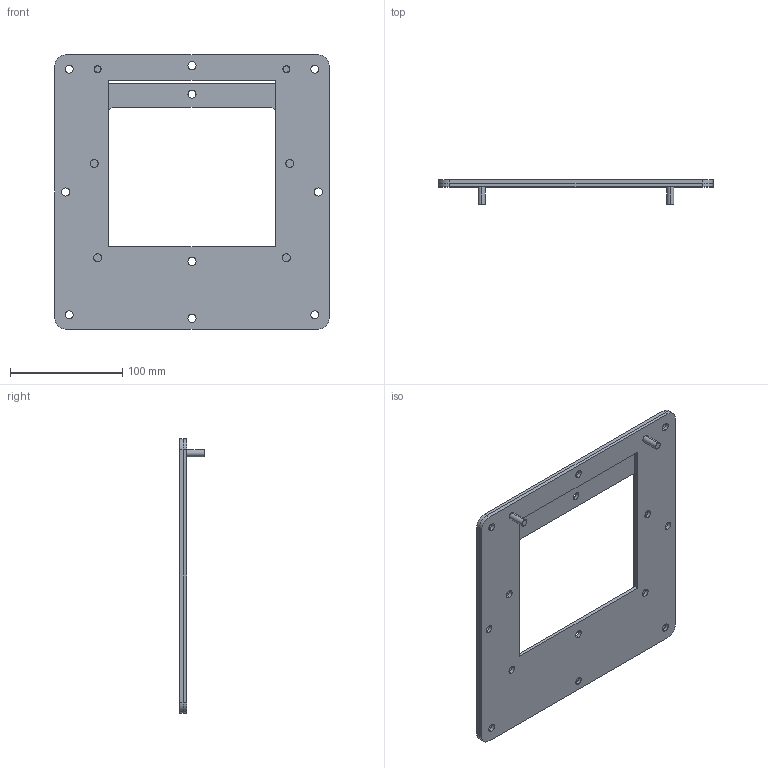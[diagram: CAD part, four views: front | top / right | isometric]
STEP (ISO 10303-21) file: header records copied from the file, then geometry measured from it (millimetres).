
FILE_DESCRIPTION (( 'STEP AP203' ), '1' );
FILE_NAME ('1487ERED.step', '2024-04-25T14:42:42', ( '' ), ( '' ), 'SwSTEP 2.0', 'SolidWorks 2023', '' );
FILE_SCHEMA (( 'CONFIG_CONTROL_DESIGN' ));
Length unit declared in the file: inch
Products named in the file (1): 1487ERED
Bounding box: 244.47 x 22.23 x 244.47 mm (x, y, z)
Volume: 223998 mm3; surface area: 158313.1 mm2
Topology: 5 solids, 5 shells, 131 faces, 353 edges, 234 vertices
Faces by surface type: cylinder 91, plane 36, cone 4
Entity records: 4408 total; most frequent: DIRECTION 803, CARTESIAN_POINT 719, ORIENTED_EDGE 706, EDGE_CURVE 353, AXIS2_PLACEMENT_3D 318, VERTEX_POINT 234, EDGE_LOOP 201, CIRCLE 186
